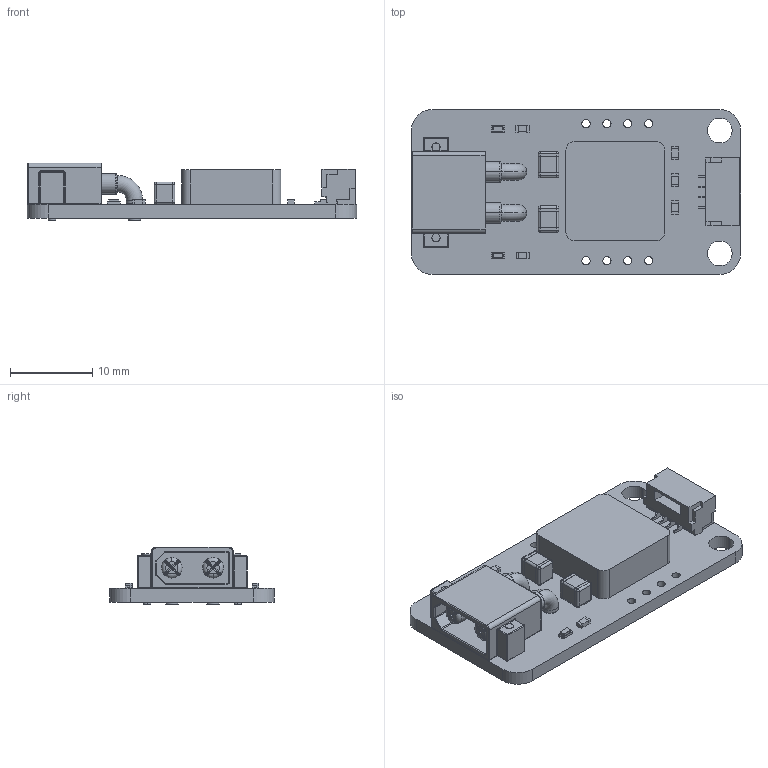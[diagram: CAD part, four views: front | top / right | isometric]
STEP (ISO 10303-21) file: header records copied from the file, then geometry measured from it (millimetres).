
FILE_DESCRIPTION (( 'STEP AP214' ), '1' );
FILE_NAME ('HWSD-POL V1.0(release).STEP', '2021-04-17T15:01:51', ( 'Crash' ), ( '' ), 'SwSTEP 2.0', 'SolidWorks 2021', '' );
FILE_SCHEMA (( 'AUTOMOTIVE_DESIGN' ));
Length unit declared in the file: millimetre
Products named in the file (1): HWSD-POL V1.0(release)
Bounding box: 40 x 20 x 7 mm (x, y, z)
Volume: 2413.6 mm3; surface area: 3622.2 mm2
Topology: 27 solids, 27 shells, 853 faces, 2080 edges, 1262 vertices
Faces by surface type: plane 475, cylinder 244, torus 58, sphere 44, bspline 32
Entity records: 34702 total; most frequent: CARTESIAN_POINT 5052, DIRECTION 4198, ORIENTED_EDGE 4076, EDGE_CURVE 2038, AXIS2_PLACEMENT_3D 1403, VECTOR 1392, LINE 1392, VERTEX_POINT 1260
